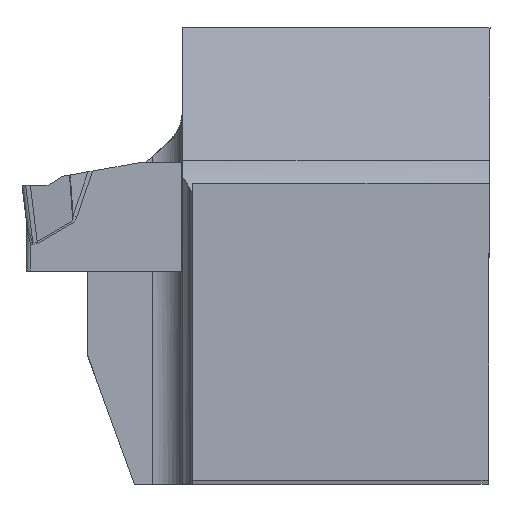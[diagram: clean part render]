
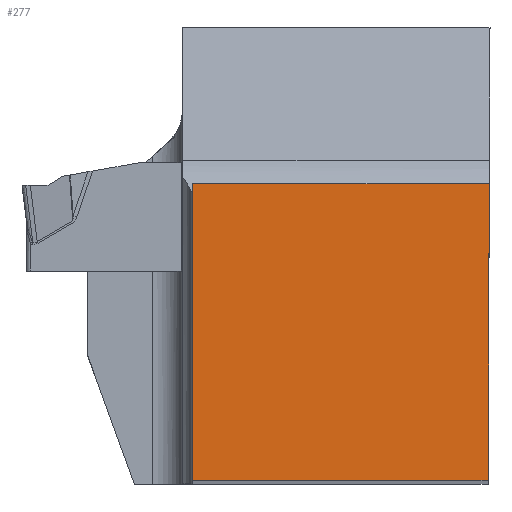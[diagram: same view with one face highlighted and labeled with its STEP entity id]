
A CAD part, top view. The second image highlights one B-rep face of the part: STEP entity #277.
In plain terms, the highlighted planar face has unit normal (0, 0, 1).
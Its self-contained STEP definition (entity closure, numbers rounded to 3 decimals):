
#277=ADVANCED_FACE('CU_BACK_SU1',(#422),#372,.F.);
#372=PLANE('',#1887);
#422=FACE_OUTER_BOUND('',#521,.T.);
#521=EDGE_LOOP('',(#735,#736,#737,#738));
#735=ORIENTED_EDGE('',*,*,#1322,.T.);
#736=ORIENTED_EDGE('',*,*,#1334,.T.);
#737=ORIENTED_EDGE('',*,*,#1338,.T.);
#738=ORIENTED_EDGE('',*,*,#1356,.F.);
#1156=VERTEX_POINT('',#2444);
#1157=VERTEX_POINT('',#2446);
#1166=VERTEX_POINT('',#2468);
#1168=VERTEX_POINT('',#2475);
#1322=EDGE_CURVE('',#1157,#1156,#1571,.T.);
#1334=EDGE_CURVE('',#1156,#1166,#1579,.T.);
#1338=EDGE_CURVE('',#1166,#1168,#1583,.T.);
#1356=EDGE_CURVE('',#1157,#1168,#1597,.T.);
#1571=LINE('',#2445,#1704);
#1579=LINE('',#2469,#1712);
#1583=LINE('',#2476,#1716);
#1597=LINE('',#2536,#1730);
#1704=VECTOR('',#2042,1.);
#1712=VECTOR('',#2062,1.);
#1716=VECTOR('',#2068,1.);
#1730=VECTOR('',#2108,1.);
#1887=AXIS2_PLACEMENT_3D('',#2537,#2109,#2110);
#2042=DIRECTION('',(1.,0.,0.));
#2062=DIRECTION('',(0.004,1.,0.));
#2068=DIRECTION('',(-1.,0.,0.));
#2108=DIRECTION('',(0.,1.,0.));
#2109=DIRECTION('',(0.,0.,-1.));
#2110=DIRECTION('',(0.,-1.,0.));
#2444=CARTESIAN_POINT('',(-0.069,0.,0.));
#2445=CARTESIAN_POINT('',(22.794,0.,0.));
#2446=CARTESIAN_POINT('',(-15.875,0.,0.));
#2468=CARTESIAN_POINT('',(0.,15.875,0.));
#2469=CARTESIAN_POINT('',(0.088,35.974,0.));
#2475=CARTESIAN_POINT('',(-15.875,15.875,0.));
#2476=CARTESIAN_POINT('',(22.794,15.875,0.));
#2536=CARTESIAN_POINT('',(-15.875,35.875,0.));
#2537=CARTESIAN_POINT('',(22.794,35.875,0.));
